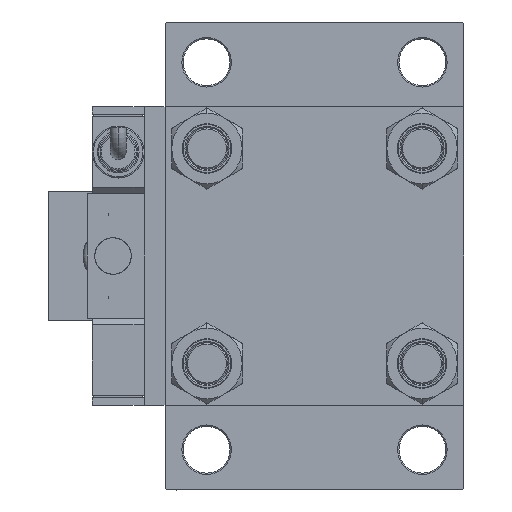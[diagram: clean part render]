
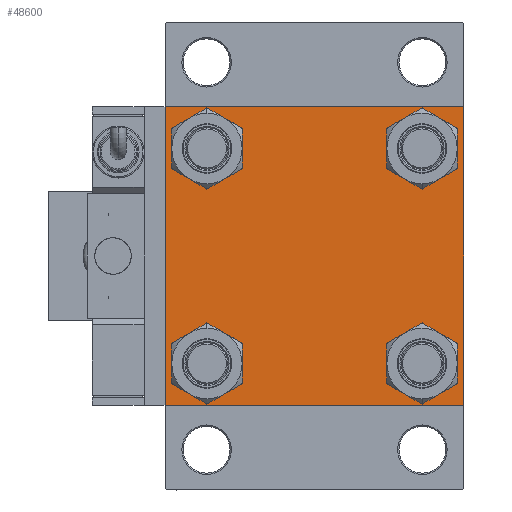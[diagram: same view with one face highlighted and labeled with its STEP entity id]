
A CAD part, left-side view. The second image highlights one B-rep face of the part: STEP entity #48600.
In plain terms, the highlighted planar face has unit normal (-1, 0, 0).
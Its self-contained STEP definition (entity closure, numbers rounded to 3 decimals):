
#252 = VERTEX_POINT ( 'NONE', #8844 ) ;
#298 = VERTEX_POINT ( 'NONE', #10739 ) ;
#1017 = EDGE_CURVE ( 'NONE', #33281, #18757, #10203, .T. ) ;
#1030 = ORIENTED_EDGE ( 'NONE', *, *, #29249, .T. ) ;
#1571 = AXIS2_PLACEMENT_3D ( 'NONE', #21967, #17875, #14290 ) ;
#1917 = EDGE_LOOP ( 'NONE', ( #41059, #39675 ) ) ;
#2063 = FACE_OUTER_BOUND ( 'NONE', #47486, .T. ) ;
#2445 = ORIENTED_EDGE ( 'NONE', *, *, #53643, .F. ) ;
#2608 = VECTOR ( 'NONE', #11694, 1000. ) ;
#2642 = ORIENTED_EDGE ( 'NONE', *, *, #36107, .T. ) ;
#2795 = DIRECTION ( 'NONE',  ( 1., 0., 0. ) ) ;
#3136 = CARTESIAN_POINT ( 'NONE',  ( 0., -57., 57.5 ) ) ;
#3981 = EDGE_LOOP ( 'NONE', ( #26495, #48650 ) ) ;
#4352 = CARTESIAN_POINT ( 'NONE',  ( 0., 41.35, -49.85 ) ) ;
#4784 = DIRECTION ( 'NONE',  ( 0., 0.707, -0.707 ) ) ;
#4956 = DIRECTION ( 'NONE',  ( 1., 0., 0. ) ) ;
#5008 = ORIENTED_EDGE ( 'NONE', *, *, #46740, .T. ) ;
#5358 = DIRECTION ( 'NONE',  ( 0., 0., 1. ) ) ;
#5623 = CARTESIAN_POINT ( 'NONE',  ( 0., 41.35, -41.35 ) ) ;
#5784 = LINE ( 'NONE', #22199, #35183 ) ;
#5886 = FACE_BOUND ( 'NONE', #50815, .T. ) ;
#6053 = DIRECTION ( 'NONE',  ( 0., 0., -1. ) ) ;
#7161 = CARTESIAN_POINT ( 'NONE',  ( 0., -41.35, 41.35 ) ) ;
#7328 = DIRECTION ( 'NONE',  ( 1., 0., 0. ) ) ;
#7449 = VECTOR ( 'NONE', #35508, 1000. ) ;
#8231 = VERTEX_POINT ( 'NONE', #20278 ) ;
#8546 = CARTESIAN_POINT ( 'NONE',  ( 0., -41.35, -49.85 ) ) ;
#8844 = CARTESIAN_POINT ( 'NONE',  ( 0., 57., 57.5 ) ) ;
#8925 = CIRCLE ( 'NONE', #28163, 8.5 ) ;
#9757 = VERTEX_POINT ( 'NONE', #24775 ) ;
#10117 = EDGE_CURVE ( 'NONE', #42090, #29650, #13780, .T. ) ;
#10203 = LINE ( 'NONE', #34825, #20049 ) ;
#10739 = CARTESIAN_POINT ( 'NONE',  ( 0., 57., -57.5 ) ) ;
#11694 = DIRECTION ( 'NONE',  ( 0., -1., 0. ) ) ;
#12518 = VECTOR ( 'NONE', #25147, 1000. ) ;
#12603 = VERTEX_POINT ( 'NONE', #13905 ) ;
#12787 = VERTEX_POINT ( 'NONE', #42345 ) ;
#12803 = VECTOR ( 'NONE', #6053, 1000. ) ;
#12983 = AXIS2_PLACEMENT_3D ( 'NONE', #20454, #7328, #40685 ) ;
#13780 = CIRCLE ( 'NONE', #1571, 8.5 ) ;
#13905 = CARTESIAN_POINT ( 'NONE',  ( 0., 41.35, 49.85 ) ) ;
#14152 = AXIS2_PLACEMENT_3D ( 'NONE', #33936, #4956, #30393 ) ;
#14167 = EDGE_CURVE ( 'NONE', #29650, #42090, #51389, .T. ) ;
#14248 = VECTOR ( 'NONE', #28347, 1000. ) ;
#14290 = DIRECTION ( 'NONE',  ( 0., 0., 1. ) ) ;
#14507 = EDGE_CURVE ( 'NONE', #48398, #52316, #40949, .T. ) ;
#14604 = DIRECTION ( 'NONE',  ( 1., 0., 0. ) ) ;
#15115 = CIRCLE ( 'NONE', #23867, 8.5 ) ;
#15718 = CARTESIAN_POINT ( 'NONE',  ( 0., 41.35, -41.35 ) ) ;
#16042 = CARTESIAN_POINT ( 'NONE',  ( 0., -57.25, -57.25 ) ) ;
#16168 = VERTEX_POINT ( 'NONE', #4352 ) ;
#17507 = EDGE_LOOP ( 'NONE', ( #29144, #17739 ) ) ;
#17739 = ORIENTED_EDGE ( 'NONE', *, *, #10117, .T. ) ;
#17875 = DIRECTION ( 'NONE',  ( 1., 0., 0. ) ) ;
#18486 = DIRECTION ( 'NONE',  ( 1., 0., 0. ) ) ;
#18552 = EDGE_CURVE ( 'NONE', #52316, #48398, #48072, .T. ) ;
#18742 = DIRECTION ( 'NONE',  ( -1., 0., 0. ) ) ;
#18757 = VERTEX_POINT ( 'NONE', #3136 ) ;
#18843 = CARTESIAN_POINT ( 'NONE',  ( 0., -57.5, 57.5 ) ) ;
#19479 = DIRECTION ( 'NONE',  ( 0., 0., 1. ) ) ;
#20049 = VECTOR ( 'NONE', #34287, 1000. ) ;
#20278 = CARTESIAN_POINT ( 'NONE',  ( 0., 57.5, 57. ) ) ;
#20454 = CARTESIAN_POINT ( 'NONE',  ( 0., -41.35, -41.35 ) ) ;
#20973 = ORIENTED_EDGE ( 'NONE', *, *, #35940, .T. ) ;
#21759 = CARTESIAN_POINT ( 'NONE',  ( 0., -41.35, 41.35 ) ) ;
#21967 = CARTESIAN_POINT ( 'NONE',  ( 0., -41.35, -41.35 ) ) ;
#22005 = CIRCLE ( 'NONE', #14152, 8.5 ) ;
#22108 = CIRCLE ( 'NONE', #52671, 8.5 ) ;
#22128 = CARTESIAN_POINT ( 'NONE',  ( 0., -57.5, 57. ) ) ;
#22199 = CARTESIAN_POINT ( 'NONE',  ( 0., 57.25, -57.25 ) ) ;
#23182 = EDGE_CURVE ( 'NONE', #252, #8231, #32985, .T. ) ;
#23867 = AXIS2_PLACEMENT_3D ( 'NONE', #15718, #32414, #49072 ) ;
#24775 = CARTESIAN_POINT ( 'NONE',  ( 0., -57., -57.5 ) ) ;
#25052 = EDGE_CURVE ( 'NONE', #48785, #12603, #22005, .T. ) ;
#25147 = DIRECTION ( 'NONE',  ( 0., -1., 0. ) ) ;
#25680 = CARTESIAN_POINT ( 'NONE',  ( 0., 57.5, 57.5 ) ) ;
#26297 = AXIS2_PLACEMENT_3D ( 'NONE', #21759, #34328, #49934 ) ;
#26395 = FACE_BOUND ( 'NONE', #17507, .T. ) ;
#26495 = ORIENTED_EDGE ( 'NONE', *, *, #18552, .T. ) ;
#26907 = EDGE_CURVE ( 'NONE', #12787, #298, #5784, .T. ) ;
#26941 = FACE_BOUND ( 'NONE', #1917, .T. ) ;
#26966 = AXIS2_PLACEMENT_3D ( 'NONE', #7161, #2795, #19479 ) ;
#27141 = EDGE_CURVE ( 'NONE', #252, #18757, #45673, .T. ) ;
#27535 = LINE ( 'NONE', #16042, #14248 ) ;
#28155 = VERTEX_POINT ( 'NONE', #42312 ) ;
#28163 = AXIS2_PLACEMENT_3D ( 'NONE', #47423, #14604, #47694 ) ;
#28347 = DIRECTION ( 'NONE',  ( 0., -0.707, 0.707 ) ) ;
#28634 = CARTESIAN_POINT ( 'NONE',  ( 0., -41.35, 32.85 ) ) ;
#28908 = ORIENTED_EDGE ( 'NONE', *, *, #1017, .T. ) ;
#29144 = ORIENTED_EDGE ( 'NONE', *, *, #14167, .T. ) ;
#29249 = EDGE_CURVE ( 'NONE', #298, #9757, #52720, .T. ) ;
#29650 = VERTEX_POINT ( 'NONE', #43910 ) ;
#30393 = DIRECTION ( 'NONE',  ( 0., 0., 1. ) ) ;
#31218 = CARTESIAN_POINT ( 'NONE',  ( 0., 57.5, 57.5 ) ) ;
#31485 = LINE ( 'NONE', #31218, #12803 ) ;
#32414 = DIRECTION ( 'NONE',  ( 1., 0., 0. ) ) ;
#32985 = LINE ( 'NONE', #49648, #42143 ) ;
#33281 = VERTEX_POINT ( 'NONE', #22128 ) ;
#33936 = CARTESIAN_POINT ( 'NONE',  ( 0., 41.35, 41.35 ) ) ;
#34287 = DIRECTION ( 'NONE',  ( 0., 0.707, 0.707 ) ) ;
#34328 = DIRECTION ( 'NONE',  ( 1., 0., 0. ) ) ;
#34825 = CARTESIAN_POINT ( 'NONE',  ( 0., -57.25, 57.25 ) ) ;
#35183 = VECTOR ( 'NONE', #51708, 1000. ) ;
#35473 = ORIENTED_EDGE ( 'NONE', *, *, #27141, .F. ) ;
#35508 = DIRECTION ( 'NONE',  ( 0., 0., -1. ) ) ;
#35681 = DIRECTION ( 'NONE',  ( 0., 0., 1. ) ) ;
#35940 = EDGE_CURVE ( 'NONE', #28155, #16168, #22108, .T. ) ;
#36107 = EDGE_CURVE ( 'NONE', #16168, #28155, #15115, .T. ) ;
#37334 = AXIS2_PLACEMENT_3D ( 'NONE', #43080, #18742, #35681 ) ;
#38114 = EDGE_CURVE ( 'NONE', #12603, #48785, #8925, .T. ) ;
#39675 = ORIENTED_EDGE ( 'NONE', *, *, #25052, .T. ) ;
#39777 = FACE_BOUND ( 'NONE', #3981, .T. ) ;
#40162 = EDGE_CURVE ( 'NONE', #9757, #46946, #27535, .T. ) ;
#40685 = DIRECTION ( 'NONE',  ( 0., 0., 1. ) ) ;
#40949 = CIRCLE ( 'NONE', #26966, 8.5 ) ;
#41059 = ORIENTED_EDGE ( 'NONE', *, *, #38114, .T. ) ;
#41145 = CARTESIAN_POINT ( 'NONE',  ( 0., 41.35, 32.85 ) ) ;
#41812 = ORIENTED_EDGE ( 'NONE', *, *, #26907, .T. ) ;
#42090 = VERTEX_POINT ( 'NONE', #8546 ) ;
#42143 = VECTOR ( 'NONE', #4784, 1000. ) ;
#42312 = CARTESIAN_POINT ( 'NONE',  ( 0., 41.35, -32.85 ) ) ;
#42345 = CARTESIAN_POINT ( 'NONE',  ( 0., 57.5, -57. ) ) ;
#42524 = CARTESIAN_POINT ( 'NONE',  ( 0., -41.35, 49.85 ) ) ;
#43080 = CARTESIAN_POINT ( 'NONE',  ( 0., 0., 0. ) ) ;
#43910 = CARTESIAN_POINT ( 'NONE',  ( 0., -41.35, -32.85 ) ) ;
#44002 = CARTESIAN_POINT ( 'NONE',  ( 0., -57.5, -57. ) ) ;
#44259 = LINE ( 'NONE', #18843, #7449 ) ;
#45673 = LINE ( 'NONE', #25680, #12518 ) ;
#46740 = EDGE_CURVE ( 'NONE', #8231, #12787, #31485, .T. ) ;
#46946 = VERTEX_POINT ( 'NONE', #44002 ) ;
#47423 = CARTESIAN_POINT ( 'NONE',  ( 0., 41.35, 41.35 ) ) ;
#47486 = EDGE_LOOP ( 'NONE', ( #5008, #41812, #1030, #52489, #2445, #28908, #35473, #50584 ) ) ;
#47694 = DIRECTION ( 'NONE',  ( 0., 0., 1. ) ) ;
#47719 = PLANE ( 'NONE',  #37334 ) ;
#48072 = CIRCLE ( 'NONE', #26297, 8.5 ) ;
#48398 = VERTEX_POINT ( 'NONE', #28634 ) ;
#48600 = ADVANCED_FACE ( 'NONE', ( #39777, #26395, #5886, #26941, #2063 ), #47719, .T. ) ;
#48650 = ORIENTED_EDGE ( 'NONE', *, *, #14507, .T. ) ;
#48785 = VERTEX_POINT ( 'NONE', #41145 ) ;
#49072 = DIRECTION ( 'NONE',  ( 0., 0., 1. ) ) ;
#49157 = CARTESIAN_POINT ( 'NONE',  ( 0., 57.5, -57.5 ) ) ;
#49648 = CARTESIAN_POINT ( 'NONE',  ( 0., 57.25, 57.25 ) ) ;
#49934 = DIRECTION ( 'NONE',  ( 0., 0., 1. ) ) ;
#50584 = ORIENTED_EDGE ( 'NONE', *, *, #23182, .T. ) ;
#50815 = EDGE_LOOP ( 'NONE', ( #20973, #2642 ) ) ;
#51389 = CIRCLE ( 'NONE', #12983, 8.5 ) ;
#51708 = DIRECTION ( 'NONE',  ( 0., -0.707, -0.707 ) ) ;
#52316 = VERTEX_POINT ( 'NONE', #42524 ) ;
#52489 = ORIENTED_EDGE ( 'NONE', *, *, #40162, .T. ) ;
#52671 = AXIS2_PLACEMENT_3D ( 'NONE', #5623, #18486, #5358 ) ;
#52720 = LINE ( 'NONE', #49157, #2608 ) ;
#53643 = EDGE_CURVE ( 'NONE', #33281, #46946, #44259, .T. ) ;
